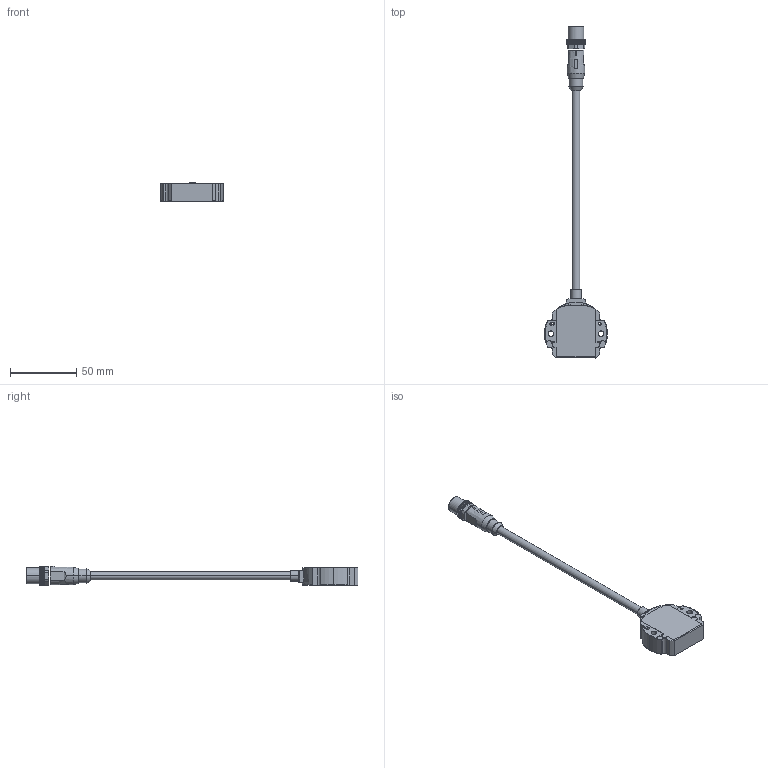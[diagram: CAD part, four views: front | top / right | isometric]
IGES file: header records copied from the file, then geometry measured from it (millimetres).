
Start section: SolidWorks IGES file using analytic representation for surfaces
Global section: file name: M12_Pigtail_EA_Code_5_1.IGS; native system: SolidWorks 2017; preprocessor: SolidWorks 2017; author: thiel; date: 171122.144728; units: millimetre
Bounding box: 47.6 x 250.5 x 14.6 mm (x, y, z)
Surface area: 11881.9 mm2 (no closed solid volume)
Topology: 0 solids, 0 shells, 253 faces, 3186 edges, 3185 vertices
Faces by surface type: bspline 160, revolution 93
